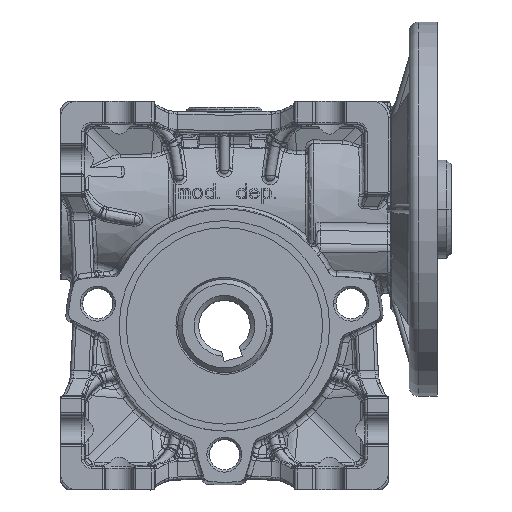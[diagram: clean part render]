
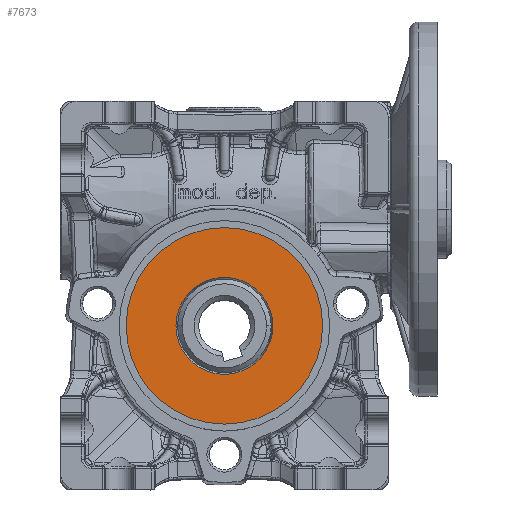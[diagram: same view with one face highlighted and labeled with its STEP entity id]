
A CAD part, top view. The second image highlights one B-rep face of the part: STEP entity #7673.
In plain terms, the highlighted planar face has unit normal (0, 0, 1).
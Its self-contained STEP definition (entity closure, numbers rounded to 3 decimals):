
#7370=CARTESIAN_POINT('',(0.,0.,25.));
#7371=DIRECTION('',(0.,0.,-1.));
#7372=DIRECTION('',(0.,-1.,0.));
#7373=AXIS2_PLACEMENT_3D('',#7370,#7371,#7372);
#7375=CARTESIAN_POINT('',(0.,0.,25.));
#7376=DIRECTION('',(0.,0.,-1.));
#7377=DIRECTION('',(0.,1.,0.));
#7378=AXIS2_PLACEMENT_3D('',#7375,#7376,#7377);
#7380=CARTESIAN_POINT('',(0.,0.,25.));
#7381=DIRECTION('',(0.,0.,1.));
#7382=DIRECTION('',(0.,-1.,0.));
#7383=AXIS2_PLACEMENT_3D('',#7380,#7381,#7382);
#7385=CARTESIAN_POINT('',(0.,0.,25.));
#7386=DIRECTION('',(0.,0.,1.));
#7387=DIRECTION('',(0.,1.,0.));
#7388=AXIS2_PLACEMENT_3D('',#7385,#7386,#7387);
#7390=CARTESIAN_POINT('',(0.,-21.,25.));
#7391=CARTESIAN_POINT('',(0.,21.,25.));
#7392=VERTEX_POINT('',#7390);
#7393=VERTEX_POINT('',#7391);
#7426=CARTESIAN_POINT('',(0.,10.364,25.));
#7427=VERTEX_POINT('',#7426);
#7428=CARTESIAN_POINT('',(0.,-10.364,25.));
#7429=VERTEX_POINT('',#7428);
#7660=CARTESIAN_POINT('',(0.,0.,25.));
#7661=DIRECTION('',(0.,0.,1.));
#7662=DIRECTION('',(0.,-1.,0.));
#7663=AXIS2_PLACEMENT_3D('',#7660,#7661,#7662);
#7664=PLANE('',#7663);
#7665=ORIENTED_EDGE('',*,*,#7437,.T.);
#7666=ORIENTED_EDGE('',*,*,#7455,.T.);
#7667=EDGE_LOOP('',(#7665,#7666));
#7668=FACE_OUTER_BOUND('',#7667,.F.);
#7669=ORIENTED_EDGE('',*,*,#7653,.T.);
#7670=ORIENTED_EDGE('',*,*,#7642,.T.);
#7671=EDGE_LOOP('',(#7669,#7670));
#7672=FACE_BOUND('',#7671,.F.);
#7673=ADVANCED_FACE('',(#7668,#7672),#7664,.T.);
#7374=CIRCLE('',#7373,21.);
#7379=CIRCLE('',#7378,21.);
#7384=CIRCLE('',#7383,10.364);
#7389=CIRCLE('',#7388,10.364);
#7437=EDGE_CURVE('',#7392,#7393,#7374,.T.);
#7455=EDGE_CURVE('',#7393,#7392,#7379,.T.);
#7642=EDGE_CURVE('',#7427,#7429,#7389,.T.);
#7653=EDGE_CURVE('',#7429,#7427,#7384,.T.);
